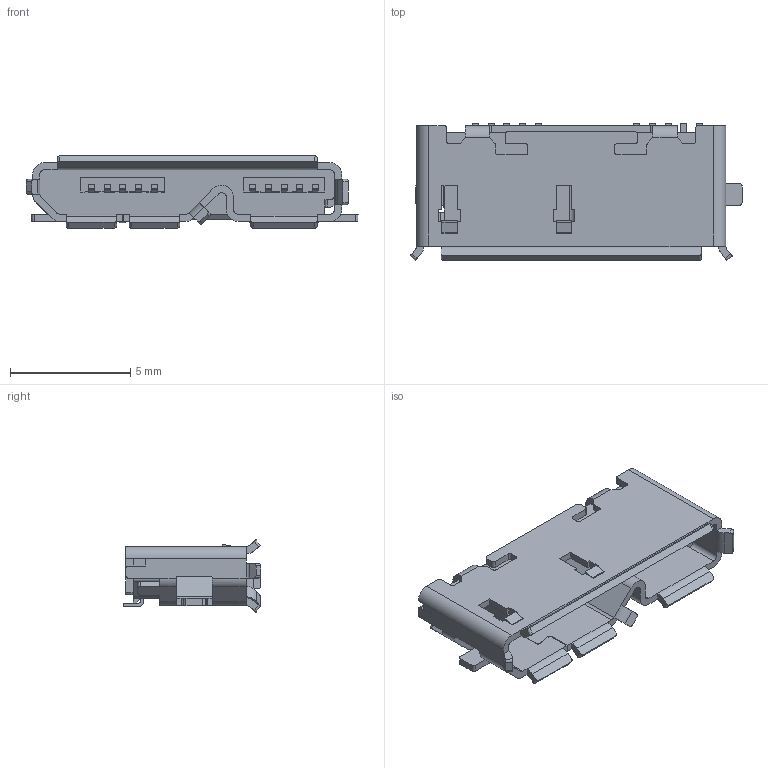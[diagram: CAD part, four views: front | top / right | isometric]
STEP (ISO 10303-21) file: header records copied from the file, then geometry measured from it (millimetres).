
FILE_DESCRIPTION (( 'STEP AP214' ), '1' );
FILE_NAME ('micro_usb3_typeB.STEP', '2018-01-17T14:29:12', ( '' ), ( '' ), 'SwSTEP 2.0', 'SolidWorks 2018', '' );
FILE_SCHEMA (( 'AUTOMOTIVE_DESIGN' ));
Length unit declared in the file: millimetre
Products named in the file (13): micro_usb3_typeB; 44002_10; 44002_09; 44002_11; 44002_04; 44002_05; 44002_06; 44002_01; 44002_08; 44002_12; 44002_02; 44002_07; 44002_03
Assembly tree (12 placements, depth 2):
  micro_usb3_typeB
    44002_01
    44002_02
    44002_03
    44002_04
    44002_05
    44002_06
    44002_07
    44002_08
    44002_09
    44002_10
    44002_11
    44002_12
Bounding box: 13.8 x 5.7 x 3 mm (x, y, z)
Volume: 76.9 mm3; surface area: 528.2 mm2
Topology: 12 solids, 12 shells, 763 faces, 2222 edges, 1439 vertices
Faces by surface type: plane 500, cylinder 259, bspline 4
Entity records: 28231 total; most frequent: CARTESIAN_POINT 5321, ORIENTED_EDGE 4444, DIRECTION 3860, EDGE_CURVE 2222, VECTOR 1696, LINE 1696, VERTEX_POINT 1439, AXIS2_PLACEMENT_3D 1082
